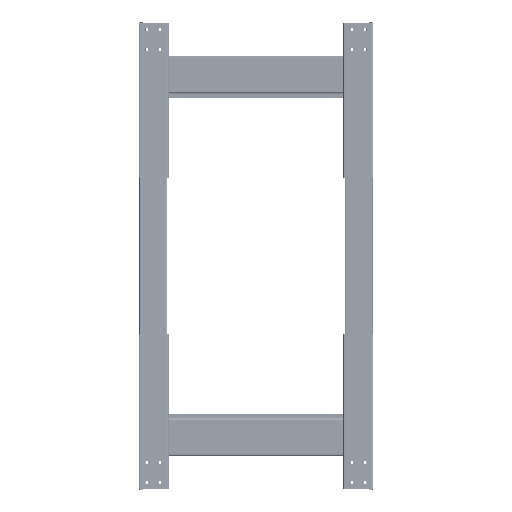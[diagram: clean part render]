
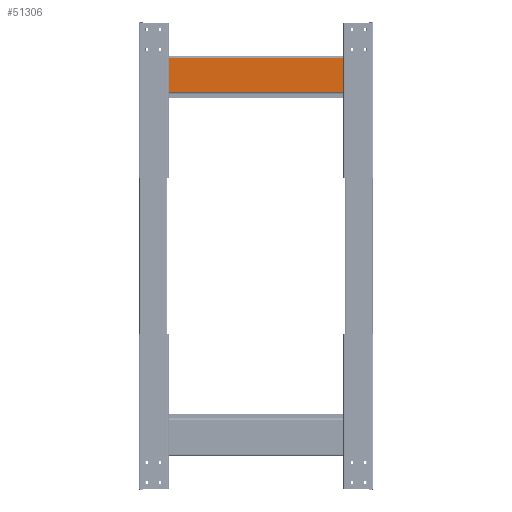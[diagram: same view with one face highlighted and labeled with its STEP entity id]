
A CAD part, front view. The second image highlights one B-rep face of the part: STEP entity #51306.
In plain terms, the highlighted planar face has unit normal (0, -1, 0).
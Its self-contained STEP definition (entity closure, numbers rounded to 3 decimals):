
#41 = DIRECTION ( 'NONE',  ( 0., 1., 0. ) ) ;
#410 = PLANE ( 'NONE',  #16181 ) ;
#586 = EDGE_CURVE ( 'NONE', #12343, #71580, #15112, .T. ) ;
#982 = DIRECTION ( 'NONE',  ( 0., 1., 0. ) ) ;
#1523 = VECTOR ( 'NONE', #39438, 1000. ) ;
#2192 = EDGE_CURVE ( 'NONE', #58863, #61772, #7699, .T. ) ;
#2503 = CARTESIAN_POINT ( 'NONE',  ( 300., -1.4, -42.1 ) ) ;
#2726 = EDGE_LOOP ( 'NONE', ( #53541, #24398 ) ) ;
#3178 = AXIS2_PLACEMENT_3D ( 'NONE', #38509, #61871, #33233 ) ;
#3581 = ORIENTED_EDGE ( 'NONE', *, *, #27941, .F. ) ;
#4924 = EDGE_CURVE ( 'NONE', #7380, #28981, #70827, .T. ) ;
#5061 = DIRECTION ( 'NONE',  ( 0., 1., 0. ) ) ;
#7380 = VERTEX_POINT ( 'NONE', #41384 ) ;
#7382 = CARTESIAN_POINT ( 'NONE',  ( 259., -1.4, 1.5 ) ) ;
#7418 = ORIENTED_EDGE ( 'NONE', *, *, #73637, .F. ) ;
#7581 = DIRECTION ( 'NONE',  ( 0., 0., -1. ) ) ;
#7699 = CIRCLE ( 'NONE', #20330, 6.3 ) ;
#7733 = DIRECTION ( 'NONE',  ( 0., 1., 0. ) ) ;
#8093 = EDGE_CURVE ( 'NONE', #71580, #12343, #30537, .T. ) ;
#10074 = ORIENTED_EDGE ( 'NONE', *, *, #58313, .T. ) ;
#12343 = VERTEX_POINT ( 'NONE', #27386 ) ;
#12886 = EDGE_LOOP ( 'NONE', ( #56930, #30129 ) ) ;
#13607 = CARTESIAN_POINT ( 'NONE',  ( 300., -1.4, -45. ) ) ;
#13755 = DIRECTION ( 'NONE',  ( 0., 0., 1. ) ) ;
#14677 = CIRCLE ( 'NONE', #41339, 0.5 ) ;
#14740 = DIRECTION ( 'NONE',  ( 0., 0., 1. ) ) ;
#15011 = CARTESIAN_POINT ( 'NONE',  ( -235., -1.4, 2. ) ) ;
#15112 = CIRCLE ( 'NONE', #16418, 6.3 ) ;
#16181 = AXIS2_PLACEMENT_3D ( 'NONE', #23291, #39936, #68329 ) ;
#16307 = DIRECTION ( 'NONE',  ( 0., 1., 0. ) ) ;
#16418 = AXIS2_PLACEMENT_3D ( 'NONE', #62468, #41, #68703 ) ;
#17043 = CARTESIAN_POINT ( 'NONE',  ( -235., -1.4, -4.3 ) ) ;
#17509 = CIRCLE ( 'NONE', #48624, 6.3 ) ;
#17582 = ORIENTED_EDGE ( 'NONE', *, *, #29832, .T. ) ;
#20142 = AXIS2_PLACEMENT_3D ( 'NONE', #43321, #25410, #14740 ) ;
#20330 = AXIS2_PLACEMENT_3D ( 'NONE', #15011, #37377, #60528 ) ;
#21395 = ORIENTED_EDGE ( 'NONE', *, *, #586, .T. ) ;
#21557 = CARTESIAN_POINT ( 'NONE',  ( -259., -1.4, 2. ) ) ;
#22726 = DIRECTION ( 'NONE',  ( 0., 0., 1. ) ) ;
#23291 = CARTESIAN_POINT ( 'NONE',  ( 0., -1.4, 0. ) ) ;
#24398 = ORIENTED_EDGE ( 'NONE', *, *, #51911, .T. ) ;
#24529 = EDGE_LOOP ( 'NONE', ( #31038, #21395 ) ) ;
#24629 = CIRCLE ( 'NONE', #71927, 0.5 ) ;
#25410 = DIRECTION ( 'NONE',  ( 0., 1., 0. ) ) ;
#25529 = CARTESIAN_POINT ( 'NONE',  ( -300., -1.4, -45. ) ) ;
#26937 = DIRECTION ( 'NONE',  ( 1., 0., 0. ) ) ;
#27386 = CARTESIAN_POINT ( 'NONE',  ( 235., -1.4, -4.3 ) ) ;
#27434 = CIRCLE ( 'NONE', #72735, 0.5 ) ;
#27941 = EDGE_CURVE ( 'NONE', #7380, #60110, #33850, .T. ) ;
#28981 = VERTEX_POINT ( 'NONE', #2503 ) ;
#29182 = CARTESIAN_POINT ( 'NONE',  ( 300., -1.4, 46.1 ) ) ;
#29832 = EDGE_CURVE ( 'NONE', #49101, #60110, #42519, .T. ) ;
#30129 = ORIENTED_EDGE ( 'NONE', *, *, #67607, .T. ) ;
#30537 = CIRCLE ( 'NONE', #20142, 6.3 ) ;
#31038 = ORIENTED_EDGE ( 'NONE', *, *, #8093, .T. ) ;
#31124 = FACE_BOUND ( 'NONE', #12886, .T. ) ;
#31751 = EDGE_CURVE ( 'NONE', #34029, #49636, #14677, .T. ) ;
#33233 = DIRECTION ( 'NONE',  ( 0., 0., 1. ) ) ;
#33850 = LINE ( 'NONE', #25529, #49045 ) ;
#34029 = VERTEX_POINT ( 'NONE', #57062 ) ;
#35535 = VERTEX_POINT ( 'NONE', #7382 ) ;
#37377 = DIRECTION ( 'NONE',  ( 0., 1., 0. ) ) ;
#38509 = CARTESIAN_POINT ( 'NONE',  ( 259., -1.4, 2. ) ) ;
#39438 = DIRECTION ( 'NONE',  ( -1., 0., 0. ) ) ;
#39508 = EDGE_LOOP ( 'NONE', ( #67721, #10074 ) ) ;
#39661 = VECTOR ( 'NONE', #26937, 1000. ) ;
#39936 = DIRECTION ( 'NONE',  ( 0., 1., 0. ) ) ;
#40892 = FACE_BOUND ( 'NONE', #2726, .T. ) ;
#41224 = EDGE_CURVE ( 'NONE', #60294, #35535, #24629, .T. ) ;
#41339 = AXIS2_PLACEMENT_3D ( 'NONE', #21557, #5061, #44900 ) ;
#41384 = CARTESIAN_POINT ( 'NONE',  ( -300., -1.4, -42.1 ) ) ;
#42519 = LINE ( 'NONE', #29182, #1523 ) ;
#43321 = CARTESIAN_POINT ( 'NONE',  ( 235., -1.4, 2. ) ) ;
#44847 = CARTESIAN_POINT ( 'NONE',  ( -300., -1.4, 46.1 ) ) ;
#44900 = DIRECTION ( 'NONE',  ( 0., 0., 1. ) ) ;
#47049 = CARTESIAN_POINT ( 'NONE',  ( -259., -1.4, 1.5 ) ) ;
#48624 = AXIS2_PLACEMENT_3D ( 'NONE', #50375, #16307, #22726 ) ;
#49045 = VECTOR ( 'NONE', #53680, 1000. ) ;
#49101 = VERTEX_POINT ( 'NONE', #67867 ) ;
#49636 = VERTEX_POINT ( 'NONE', #47049 ) ;
#50375 = CARTESIAN_POINT ( 'NONE',  ( -235., -1.4, 2. ) ) ;
#50573 = LINE ( 'NONE', #13607, #67475 ) ;
#50732 = FACE_BOUND ( 'NONE', #24529, .T. ) ;
#51306 = ADVANCED_FACE ( 'NONE', ( #31124, #52492, #40892, #50732, #73016 ), #410, .F. ) ;
#51546 = CARTESIAN_POINT ( 'NONE',  ( 259., -1.4, 2.5 ) ) ;
#51911 = EDGE_CURVE ( 'NONE', #61772, #58863, #17509, .T. ) ;
#52492 = FACE_BOUND ( 'NONE', #39508, .T. ) ;
#53182 = ORIENTED_EDGE ( 'NONE', *, *, #4924, .T. ) ;
#53541 = ORIENTED_EDGE ( 'NONE', *, *, #2192, .T. ) ;
#53680 = DIRECTION ( 'NONE',  ( 0., 0., 1. ) ) ;
#55562 = CARTESIAN_POINT ( 'NONE',  ( 235., -1.4, 8.3 ) ) ;
#56930 = ORIENTED_EDGE ( 'NONE', *, *, #31751, .T. ) ;
#57062 = CARTESIAN_POINT ( 'NONE',  ( -259., -1.4, 2.5 ) ) ;
#58313 = EDGE_CURVE ( 'NONE', #35535, #60294, #69302, .T. ) ;
#58501 = CARTESIAN_POINT ( 'NONE',  ( 259., -1.4, 2. ) ) ;
#58863 = VERTEX_POINT ( 'NONE', #61053 ) ;
#59294 = EDGE_LOOP ( 'NONE', ( #53182, #7418, #17582, #3581 ) ) ;
#60110 = VERTEX_POINT ( 'NONE', #44847 ) ;
#60294 = VERTEX_POINT ( 'NONE', #51546 ) ;
#60528 = DIRECTION ( 'NONE',  ( 0., 0., 1. ) ) ;
#61053 = CARTESIAN_POINT ( 'NONE',  ( -235., -1.4, 8.3 ) ) ;
#61772 = VERTEX_POINT ( 'NONE', #17043 ) ;
#61871 = DIRECTION ( 'NONE',  ( 0., 1., 0. ) ) ;
#62468 = CARTESIAN_POINT ( 'NONE',  ( 235., -1.4, 2. ) ) ;
#63158 = CARTESIAN_POINT ( 'NONE',  ( -259., -1.4, 2. ) ) ;
#66477 = CARTESIAN_POINT ( 'NONE',  ( -300., -1.4, -42.1 ) ) ;
#67475 = VECTOR ( 'NONE', #7581, 1000. ) ;
#67607 = EDGE_CURVE ( 'NONE', #49636, #34029, #27434, .T. ) ;
#67721 = ORIENTED_EDGE ( 'NONE', *, *, #41224, .T. ) ;
#67867 = CARTESIAN_POINT ( 'NONE',  ( 300., -1.4, 46.1 ) ) ;
#68329 = DIRECTION ( 'NONE',  ( 0., 0., 1. ) ) ;
#68703 = DIRECTION ( 'NONE',  ( 0., 0., 1. ) ) ;
#69156 = DIRECTION ( 'NONE',  ( 0., 0., 1. ) ) ;
#69302 = CIRCLE ( 'NONE', #3178, 0.5 ) ;
#70827 = LINE ( 'NONE', #66477, #39661 ) ;
#71580 = VERTEX_POINT ( 'NONE', #55562 ) ;
#71927 = AXIS2_PLACEMENT_3D ( 'NONE', #58501, #7733, #13755 ) ;
#72735 = AXIS2_PLACEMENT_3D ( 'NONE', #63158, #982, #69156 ) ;
#73016 = FACE_OUTER_BOUND ( 'NONE', #59294, .T. ) ;
#73637 = EDGE_CURVE ( 'NONE', #49101, #28981, #50573, .T. ) ;
